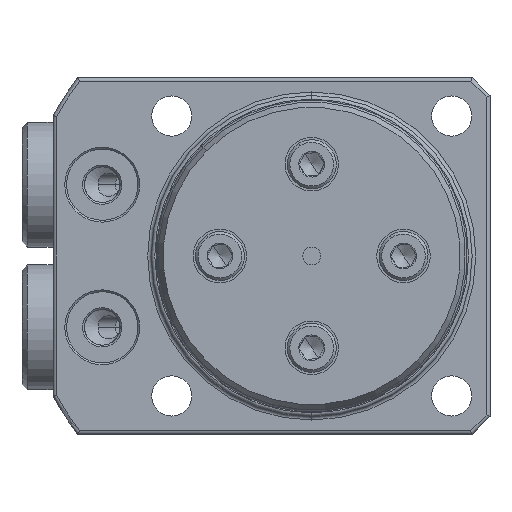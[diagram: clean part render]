
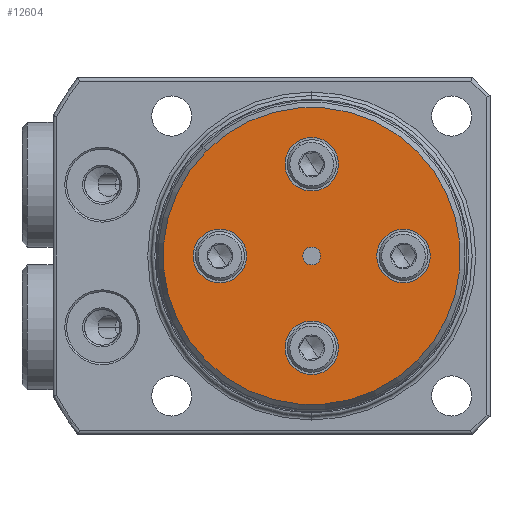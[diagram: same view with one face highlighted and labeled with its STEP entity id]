
A CAD part, front view. The second image highlights one B-rep face of the part: STEP entity #12604.
In plain terms, the highlighted planar face has unit normal (0, -1, 0).
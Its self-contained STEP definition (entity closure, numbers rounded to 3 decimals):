
#1 = ORIENTED_EDGE ( 'NONE', *, *, #11665, .F. ) ;
#2 = ORIENTED_EDGE ( 'NONE', *, *, #1470, .F. ) ;
#3 = ORIENTED_EDGE ( 'NONE', *, *, #11664, .F. ) ;
#4 = ORIENTED_EDGE ( 'NONE', *, *, #1446, .F. ) ;
#5 = ORIENTED_EDGE ( 'NONE', *, *, #11663, .F. ) ;
#6 = ORIENTED_EDGE ( 'NONE', *, *, #11661, .F. ) ;
#8 = ORIENTED_EDGE ( 'NONE', *, *, #11662, .F. ) ;
#387 = CARTESIAN_POINT ( 'NONE',  ( 0., 0., 0. ) ) ;
#388 = DIRECTION ( 'NONE',  ( 0., -1., 0. ) ) ;
#389 = DIRECTION ( 'NONE',  ( 0., 0., -1. ) ) ;
#466 = CARTESIAN_POINT ( 'NONE',  ( 7.283, 0., -7.283 ) ) ;
#467 = DIRECTION ( 'NONE',  ( 0., -1., 0. ) ) ;
#468 = DIRECTION ( 'NONE',  ( 0., 0., -1. ) ) ;
#924 = CIRCLE ( 'NONE', #8936, 3. ) ;
#928 = CIRCLE ( 'NONE', #8926, 3. ) ;
#932 = CIRCLE ( 'NONE', #8905, 3. ) ;
#963 = CIRCLE ( 'NONE', #6725, 16.673 ) ;
#1446 = EDGE_CURVE ( 'NONE', #6400, #6399, #12294, .T. ) ;
#1470 = EDGE_CURVE ( 'NONE', #6384, #6347, #12282, .T. ) ;
#1972 = VERTEX_POINT ( 'NONE', #5263 ) ;
#1973 = VERTEX_POINT ( 'NONE', #5264 ) ;
#2157 = ORIENTED_EDGE ( 'NONE', *, *, #11666, .F. ) ;
#2158 = ORIENTED_EDGE ( 'NONE', *, *, #12403, .F. ) ;
#2160 = ORIENTED_EDGE ( 'NONE', *, *, #12395, .F. ) ;
#2161 = ORIENTED_EDGE ( 'NONE', *, *, #12490, .F. ) ;
#2162 = ORIENTED_EDGE ( 'NONE', *, *, #12387, .F. ) ;
#2642 = CARTESIAN_POINT ( 'NONE',  ( 7.283, 0., -10.283 ) ) ;
#2645 = CARTESIAN_POINT ( 'NONE',  ( -7.283, 0., 4.283 ) ) ;
#2646 = CARTESIAN_POINT ( 'NONE',  ( -7.283, 0., 10.283 ) ) ;
#2657 = CARTESIAN_POINT ( 'NONE',  ( -7.283, 0., -4.283 ) ) ;
#2679 = CARTESIAN_POINT ( 'NONE',  ( 7.283, 0., -4.283 ) ) ;
#2688 = CARTESIAN_POINT ( 'NONE',  ( 7.283, 0., 10.283 ) ) ;
#2693 = CARTESIAN_POINT ( 'NONE',  ( 7.283, 0., 4.283 ) ) ;
#2694 = CARTESIAN_POINT ( 'NONE',  ( 0., 0., -1. ) ) ;
#2695 = CARTESIAN_POINT ( 'NONE',  ( 0., 0., 1. ) ) ;
#2698 = CARTESIAN_POINT ( 'NONE',  ( -7.283, 0., -10.283 ) ) ;
#2866 = CARTESIAN_POINT ( 'NONE',  ( 0., 0., 0. ) ) ;
#2867 = DIRECTION ( 'NONE',  ( 0., -1., 0. ) ) ;
#2868 = DIRECTION ( 'NONE',  ( 0., 0., -1. ) ) ;
#2869 = CARTESIAN_POINT ( 'NONE',  ( 7.283, 0., -7.283 ) ) ;
#2870 = DIRECTION ( 'NONE',  ( 0., -1., 0. ) ) ;
#2871 = DIRECTION ( 'NONE',  ( 0., 0., -1. ) ) ;
#2872 = CARTESIAN_POINT ( 'NONE',  ( 7.283, 0., 7.283 ) ) ;
#2873 = DIRECTION ( 'NONE',  ( 0., -1., 0. ) ) ;
#2874 = DIRECTION ( 'NONE',  ( 0., 0., -1. ) ) ;
#2875 = CARTESIAN_POINT ( 'NONE',  ( -7.283, 0., 7.283 ) ) ;
#2876 = DIRECTION ( 'NONE',  ( 0., -1., 0. ) ) ;
#2877 = DIRECTION ( 'NONE',  ( 0., 0., -1. ) ) ;
#2878 = CARTESIAN_POINT ( 'NONE',  ( -7.283, 0., -7.283 ) ) ;
#2879 = DIRECTION ( 'NONE',  ( 0., -1., 0. ) ) ;
#2880 = DIRECTION ( 'NONE',  ( 0., 0., -1. ) ) ;
#2881 = CARTESIAN_POINT ( 'NONE',  ( 0., 0., 0. ) ) ;
#2882 = DIRECTION ( 'NONE',  ( 0., 1., 0. ) ) ;
#2883 = DIRECTION ( 'NONE',  ( 0., 0., 1. ) ) ;
#3287 = CARTESIAN_POINT ( 'NONE',  ( 0., 0., 0. ) ) ;
#3294 = DIRECTION ( 'NONE',  ( 0., 1., 0. ) ) ;
#3295 = DIRECTION ( 'NONE',  ( 0., 0., 1. ) ) ;
#3661 = PLANE ( 'NONE',  #6918 ) ;
#3662 = CARTESIAN_POINT ( 'NONE',  ( -16.673, 0., 0. ) ) ;
#3663 = DIRECTION ( 'NONE',  ( 0., -1., 0. ) ) ;
#3664 = DIRECTION ( 'NONE',  ( 0., 0., -1. ) ) ;
#5263 = CARTESIAN_POINT ( 'NONE',  ( 0., 0., -16.673 ) ) ;
#5264 = CARTESIAN_POINT ( 'NONE',  ( 0., 0., 16.673 ) ) ;
#5516 = EDGE_LOOP ( 'NONE', ( #2161, #2157 ) ) ;
#5517 = EDGE_LOOP ( 'NONE', ( #1, #2158 ) ) ;
#5518 = EDGE_LOOP ( 'NONE', ( #3, #2160 ) ) ;
#5519 = EDGE_LOOP ( 'NONE', ( #5, #2162 ) ) ;
#5520 = EDGE_LOOP ( 'NONE', ( #8, #2 ) ) ;
#5521 = EDGE_LOOP ( 'NONE', ( #6, #4 ) ) ;
#6347 = VERTEX_POINT ( 'NONE', #2642 ) ;
#6350 = VERTEX_POINT ( 'NONE', #2645 ) ;
#6351 = VERTEX_POINT ( 'NONE', #2646 ) ;
#6362 = VERTEX_POINT ( 'NONE', #2657 ) ;
#6384 = VERTEX_POINT ( 'NONE', #2679 ) ;
#6393 = VERTEX_POINT ( 'NONE', #2688 ) ;
#6398 = VERTEX_POINT ( 'NONE', #2693 ) ;
#6399 = VERTEX_POINT ( 'NONE', #2694 ) ;
#6400 = VERTEX_POINT ( 'NONE', #2695 ) ;
#6403 = VERTEX_POINT ( 'NONE', #2698 ) ;
#6725 = AXIS2_PLACEMENT_3D ( 'NONE', #3287, #3294, #3295 ) ;
#6911 = FACE_OUTER_BOUND ( 'NONE', #5516, .T. ) ;
#6912 = FACE_BOUND ( 'NONE', #5517, .T. ) ;
#6915 = FACE_BOUND ( 'NONE', #5518, .T. ) ;
#6917 = FACE_BOUND ( 'NONE', #5519, .T. ) ;
#6918 = AXIS2_PLACEMENT_3D ( 'NONE', #3662, #3663, #3664 ) ;
#6919 = FACE_BOUND ( 'NONE', #5520, .T. ) ;
#6924 = FACE_BOUND ( 'NONE', #5521, .T. ) ;
#8739 = CARTESIAN_POINT ( 'NONE',  ( 7.283, 0., 7.283 ) ) ;
#8740 = DIRECTION ( 'NONE',  ( 0., -1., 0. ) ) ;
#8741 = DIRECTION ( 'NONE',  ( 0., 0., -1. ) ) ;
#8763 = CARTESIAN_POINT ( 'NONE',  ( -7.283, 0., 7.283 ) ) ;
#8764 = DIRECTION ( 'NONE',  ( 0., -1., 0. ) ) ;
#8765 = DIRECTION ( 'NONE',  ( 0., 0., -1. ) ) ;
#8787 = CARTESIAN_POINT ( 'NONE',  ( -7.283, 0., -7.283 ) ) ;
#8788 = DIRECTION ( 'NONE',  ( 0., -1., 0. ) ) ;
#8789 = DIRECTION ( 'NONE',  ( 0., 0., -1. ) ) ;
#8905 = AXIS2_PLACEMENT_3D ( 'NONE', #8739, #8740, #8741 ) ;
#8926 = AXIS2_PLACEMENT_3D ( 'NONE', #8763, #8764, #8765 ) ;
#8936 = AXIS2_PLACEMENT_3D ( 'NONE', #8787, #8788, #8789 ) ;
#8988 = AXIS2_PLACEMENT_3D ( 'NONE', #387, #388, #389 ) ;
#9545 = AXIS2_PLACEMENT_3D ( 'NONE', #466, #467, #468 ) ;
#9552 = AXIS2_PLACEMENT_3D ( 'NONE', #2881, #2882, #2883 ) ;
#9553 = AXIS2_PLACEMENT_3D ( 'NONE', #2878, #2879, #2880 ) ;
#9554 = AXIS2_PLACEMENT_3D ( 'NONE', #2875, #2876, #2877 ) ;
#9557 = AXIS2_PLACEMENT_3D ( 'NONE', #2869, #2870, #2871 ) ;
#9565 = AXIS2_PLACEMENT_3D ( 'NONE', #2872, #2873, #2874 ) ;
#9575 = AXIS2_PLACEMENT_3D ( 'NONE', #2866, #2867, #2868 ) ;
#11661 = EDGE_CURVE ( 'NONE', #6399, #6400, #12286, .T. ) ;
#11662 = EDGE_CURVE ( 'NONE', #6347, #6384, #12285, .T. ) ;
#11663 = EDGE_CURVE ( 'NONE', #6398, #6393, #12284, .T. ) ;
#11664 = EDGE_CURVE ( 'NONE', #6350, #6351, #12283, .T. ) ;
#11665 = EDGE_CURVE ( 'NONE', #6403, #6362, #12281, .T. ) ;
#11666 = EDGE_CURVE ( 'NONE', #1972, #1973, #12280, .T. ) ;
#12280 = CIRCLE ( 'NONE', #9552, 16.673 ) ;
#12281 = CIRCLE ( 'NONE', #9553, 3. ) ;
#12282 = CIRCLE ( 'NONE', #9545, 3. ) ;
#12283 = CIRCLE ( 'NONE', #9554, 3. ) ;
#12284 = CIRCLE ( 'NONE', #9565, 3. ) ;
#12285 = CIRCLE ( 'NONE', #9557, 3. ) ;
#12286 = CIRCLE ( 'NONE', #9575, 1. ) ;
#12294 = CIRCLE ( 'NONE', #8988, 1. ) ;
#12387 = EDGE_CURVE ( 'NONE', #6393, #6398, #932, .T. ) ;
#12395 = EDGE_CURVE ( 'NONE', #6351, #6350, #928, .T. ) ;
#12403 = EDGE_CURVE ( 'NONE', #6362, #6403, #924, .T. ) ;
#12490 = EDGE_CURVE ( 'NONE', #1973, #1972, #963, .T. ) ;
#12604 = ADVANCED_FACE ( 'NONE', ( #6924, #6919, #6917, #6915, #6912, #6911 ), #3661, .T. ) ;
